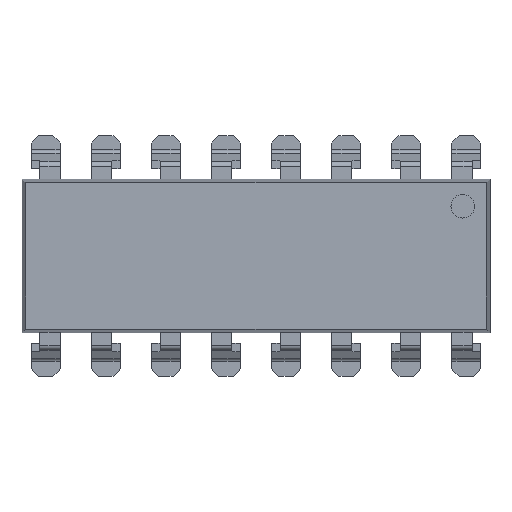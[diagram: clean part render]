
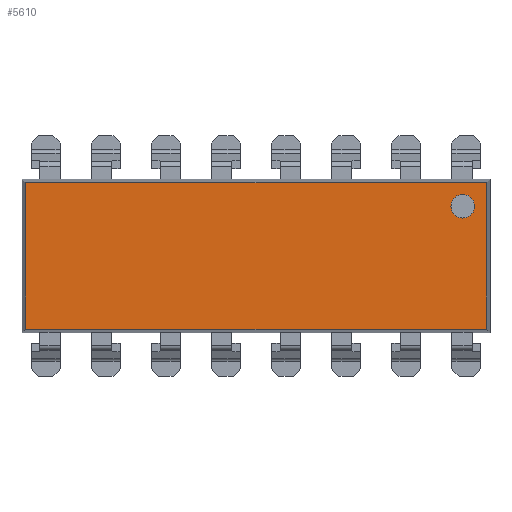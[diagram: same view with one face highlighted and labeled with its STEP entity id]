
A CAD part, top view. The second image highlights one B-rep face of the part: STEP entity #5610.
In plain terms, the highlighted planar face has unit normal (0, 0, 1).
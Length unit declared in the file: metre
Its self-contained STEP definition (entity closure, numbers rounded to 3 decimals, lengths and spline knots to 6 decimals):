
#137=CIRCLE('',#6030,0.0005);
#923=ORIENTED_EDGE('',*,*,#2503,.F.);
#924=ORIENTED_EDGE('',*,*,#2504,.T.);
#925=ORIENTED_EDGE('',*,*,#2505,.T.);
#926=ORIENTED_EDGE('',*,*,#2506,.T.);
#927=ORIENTED_EDGE('',*,*,#2507,.T.);
#2503=EDGE_CURVE('',#3245,#3245,#137,.T.);
#2504=EDGE_CURVE('',#3246,#3247,#3851,.T.);
#2505=EDGE_CURVE('',#3247,#3248,#3852,.T.);
#2506=EDGE_CURVE('',#3248,#3249,#3853,.T.);
#2507=EDGE_CURVE('',#3249,#3246,#3854,.T.);
#3245=VERTEX_POINT('',#9056);
#3246=VERTEX_POINT('',#9058);
#3247=VERTEX_POINT('',#9059);
#3248=VERTEX_POINT('',#9061);
#3249=VERTEX_POINT('',#9063);
#3851=LINE('',#9057,#4543);
#3852=LINE('',#9060,#4544);
#3853=LINE('',#9062,#4545);
#3854=LINE('',#9064,#4546);
#4543=VECTOR('',#7185,1.);
#4544=VECTOR('',#7186,1.);
#4545=VECTOR('',#7187,1.);
#4546=VECTOR('',#7188,1.);
#4819=EDGE_LOOP('',(#923));
#4820=EDGE_LOOP('',(#924,#925,#926,#927));
#5105=FACE_BOUND('',#4819,.T.);
#5106=FACE_BOUND('',#4820,.T.);
#5391=PLANE('',#6029);
#5610=ADVANCED_FACE('',(#5105,#5106),#5391,.T.);
#6029=AXIS2_PLACEMENT_3D('',#9054,#7181,#7182);
#6030=AXIS2_PLACEMENT_3D('',#9055,#7183,#7184);
#7181=DIRECTION('',(0.,0.,1.));
#7182=DIRECTION('',(1.,0.,0.));
#7183=DIRECTION('',(0.,0.,1.));
#7184=DIRECTION('',(1.,0.,0.));
#7185=DIRECTION('',(-1.,0.,0.));
#7186=DIRECTION('',(0.,-1.,0.));
#7187=DIRECTION('',(1.,0.,0.));
#7188=DIRECTION('',(0.,1.,0.));
#9054=CARTESIAN_POINT('',(0.,0.,0.00385));
#9055=CARTESIAN_POINT('',(0.00875,0.0021,0.00385));
#9056=CARTESIAN_POINT('',(0.00925,0.0021,0.00385));
#9057=CARTESIAN_POINT('',(0.,0.0031,0.00385));
#9058=CARTESIAN_POINT('',(0.00975,0.0031,0.00385));
#9059=CARTESIAN_POINT('',(-0.00975,0.0031,0.00385));
#9060=CARTESIAN_POINT('',(-0.00975,-0.0031,0.00385));
#9061=CARTESIAN_POINT('',(-0.00975,-0.0031,0.00385));
#9062=CARTESIAN_POINT('',(0.0099,-0.0031,0.00385));
#9063=CARTESIAN_POINT('',(0.00975,-0.0031,0.00385));
#9064=CARTESIAN_POINT('',(0.00975,0.,0.00385));
